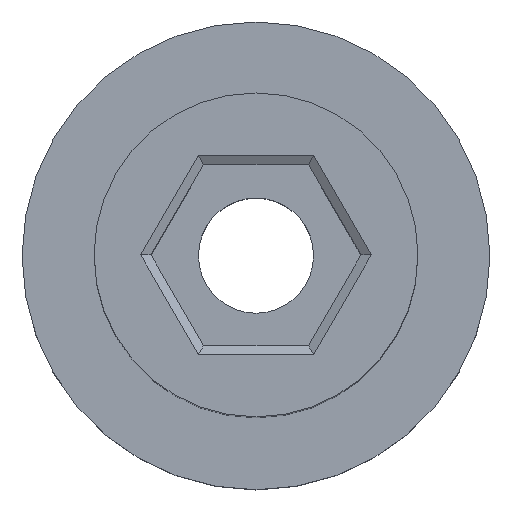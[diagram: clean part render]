
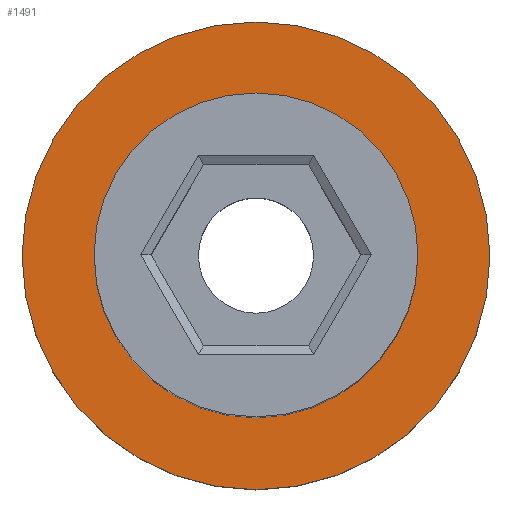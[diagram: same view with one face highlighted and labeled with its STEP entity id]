
A CAD part, top view. The second image highlights one B-rep face of the part: STEP entity #1491.
In plain terms, the highlighted planar face has unit normal (0, 0, 1).
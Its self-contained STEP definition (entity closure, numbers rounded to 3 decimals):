
#27 = DIRECTION ( 'NONE',  ( 0., 0., 1. ) ) ;
#87 = AXIS2_PLACEMENT_3D ( 'NONE', #159, #2625, #3003 ) ;
#114 = AXIS2_PLACEMENT_3D ( 'NONE', #955, #526, #4122 ) ;
#159 = CARTESIAN_POINT ( 'NONE',  ( 0., 0., 3.25 ) ) ;
#352 = DIRECTION ( 'NONE',  ( 0., 0., 1. ) ) ;
#526 = DIRECTION ( 'NONE',  ( 0., 0., 1. ) ) ;
#880 = CARTESIAN_POINT ( 'NONE',  ( 6.5, 0., 3.25 ) ) ;
#955 = CARTESIAN_POINT ( 'NONE',  ( 0., 0., 3.25 ) ) ;
#1418 = CARTESIAN_POINT ( 'NONE',  ( 0., 0., 3.25 ) ) ;
#1491 = ADVANCED_FACE ( 'NONE', ( #2434, #2481 ), #4284, .T. ) ;
#1676 = VERTEX_POINT ( 'NONE', #880 ) ;
#1776 = DIRECTION ( 'NONE',  ( 1., 0., 0. ) ) ;
#1857 = CIRCLE ( 'NONE', #4471, 4.5 ) ;
#1953 = EDGE_CURVE ( 'NONE', #3721, #4067, #2095, .T. ) ;
#2095 = CIRCLE ( 'NONE', #87, 4.5 ) ;
#2362 = EDGE_LOOP ( 'NONE', ( #3341, #4245 ) ) ;
#2407 = EDGE_LOOP ( 'NONE', ( #4360, #3532 ) ) ;
#2434 = FACE_BOUND ( 'NONE', #2407, .T. ) ;
#2481 = FACE_OUTER_BOUND ( 'NONE', #2362, .T. ) ;
#2625 = DIRECTION ( 'NONE',  ( 0., 0., 1. ) ) ;
#2803 = AXIS2_PLACEMENT_3D ( 'NONE', #3426, #3193, #4098 ) ;
#3000 = CARTESIAN_POINT ( 'NONE',  ( -4.5, 0., 3.25 ) ) ;
#3003 = DIRECTION ( 'NONE',  ( 1., 0., 0. ) ) ;
#3038 = CARTESIAN_POINT ( 'NONE',  ( 4.5, 0., 3.25 ) ) ;
#3179 = VERTEX_POINT ( 'NONE', #4028 ) ;
#3193 = DIRECTION ( 'NONE',  ( 0., 0., 1. ) ) ;
#3341 = ORIENTED_EDGE ( 'NONE', *, *, #3767, .T. ) ;
#3411 = EDGE_CURVE ( 'NONE', #4067, #3721, #1857, .T. ) ;
#3426 = CARTESIAN_POINT ( 'NONE',  ( 0., 0., 3.25 ) ) ;
#3532 = ORIENTED_EDGE ( 'NONE', *, *, #1953, .F. ) ;
#3545 = DIRECTION ( 'NONE',  ( 1., 0., 0. ) ) ;
#3605 = CIRCLE ( 'NONE', #114, 6.5 ) ;
#3712 = EDGE_CURVE ( 'NONE', #1676, #3179, #3976, .T. ) ;
#3721 = VERTEX_POINT ( 'NONE', #3038 ) ;
#3767 = EDGE_CURVE ( 'NONE', #3179, #1676, #3605, .T. ) ;
#3935 = CARTESIAN_POINT ( 'NONE',  ( 0., 0., 3.25 ) ) ;
#3976 = CIRCLE ( 'NONE', #2803, 6.5 ) ;
#4019 = AXIS2_PLACEMENT_3D ( 'NONE', #3935, #352, #1776 ) ;
#4028 = CARTESIAN_POINT ( 'NONE',  ( -6.5, 0., 3.25 ) ) ;
#4067 = VERTEX_POINT ( 'NONE', #3000 ) ;
#4098 = DIRECTION ( 'NONE',  ( 1., 0., 0. ) ) ;
#4122 = DIRECTION ( 'NONE',  ( 1., 0., 0. ) ) ;
#4245 = ORIENTED_EDGE ( 'NONE', *, *, #3712, .T. ) ;
#4284 = PLANE ( 'NONE',  #4019 ) ;
#4360 = ORIENTED_EDGE ( 'NONE', *, *, #3411, .F. ) ;
#4471 = AXIS2_PLACEMENT_3D ( 'NONE', #1418, #27, #3545 ) ;
